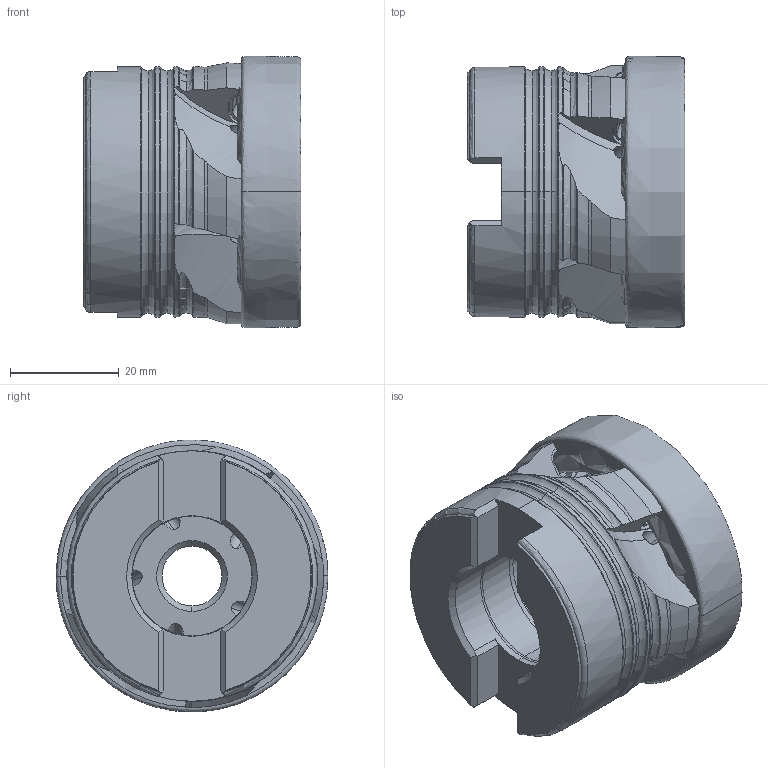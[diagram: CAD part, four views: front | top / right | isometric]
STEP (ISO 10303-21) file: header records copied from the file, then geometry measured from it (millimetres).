
FILE_DESCRIPTION (( 'STEP AP214' ), '1' );
FILE_NAME ('90PP-050-75-5.STEP', '2016-07-11T06:53:25', ( '' ), ( '' ), 'SwSTEP 2.0', 'SolidWorks 2016', '' );
FILE_SCHEMA (( 'AUTOMOTIVE_DESIGN' ));
Length unit declared in the file: millimetre
Products named in the file (1): 90PP-050-75-5
Bounding box: 40.04 x 49.98 x 49.99 mm (x, y, z)
Volume: 50390.4 mm3; surface area: 13843.5 mm2
Topology: 1 solids, 1 shells, 230 faces, 702 edges, 455 vertices
Faces by surface type: cylinder 79, plane 73, torus 50, cone 24, bspline 4
Entity records: 10295 total; most frequent: CARTESIAN_POINT 4308, ORIENTED_EDGE 1404, DIRECTION 1110, EDGE_CURVE 702, AXIS2_PLACEMENT_3D 456, VERTEX_POINT 455, EDGE_LOOP 233, B_SPLINE_CURVE_WITH_KNOTS 231
